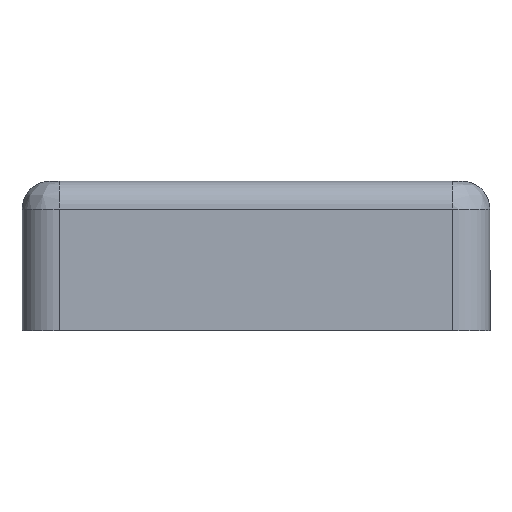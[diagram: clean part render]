
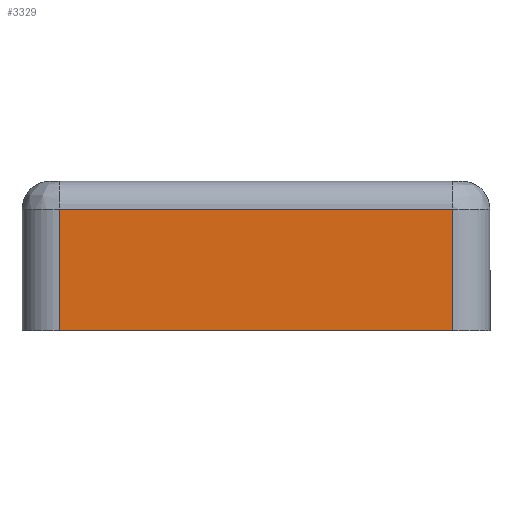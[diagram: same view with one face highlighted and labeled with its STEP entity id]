
A CAD part, left-side view. The second image highlights one B-rep face of the part: STEP entity #3329.
In plain terms, the highlighted planar face has unit normal (-1, 0, 0).
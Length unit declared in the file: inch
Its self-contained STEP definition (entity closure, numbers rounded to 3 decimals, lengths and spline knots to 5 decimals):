
#256 = CARTESIAN_POINT ( 'NONE',  ( -1.9685, -0.98425, 0.51181 ) ) ;
#276 = DIRECTION ( 'NONE',  ( 0., -1., 0. ) ) ;
#320 = LINE ( 'NONE', #735, #3939 ) ;
#626 = EDGE_CURVE ( 'NONE', #4883, #3614, #4660, .T. ) ;
#735 = CARTESIAN_POINT ( 'NONE',  ( -1.9685, -0.82677, 0.62992 ) ) ;
#907 = DIRECTION ( 'NONE',  ( 0., 0., -1. ) ) ;
#1013 = EDGE_CURVE ( 'NONE', #6297, #8067, #6666, .T. ) ;
#1394 = CARTESIAN_POINT ( 'NONE',  ( -1.9685, -0.82677, 0.51181 ) ) ;
#1731 = VECTOR ( 'NONE', #276, 39.37008 ) ;
#2011 = ORIENTED_EDGE ( 'NONE', *, *, #8257, .F. ) ;
#2108 = CARTESIAN_POINT ( 'NONE',  ( -1.9685, 0.82677, 0. ) ) ;
#2477 = DIRECTION ( 'NONE',  ( 0., 0., 1. ) ) ;
#2536 = VECTOR ( 'NONE', #5473, 39.37008 ) ;
#2831 = EDGE_LOOP ( 'NONE', ( #4611, #5184, #6411, #2011 ) ) ;
#3329 = ADVANCED_FACE ( 'NONE', ( #7931 ), #3369, .F. ) ;
#3369 = PLANE ( 'NONE',  #5312 ) ;
#3455 = CARTESIAN_POINT ( 'NONE',  ( -1.9685, 0.98425, 0.62992 ) ) ;
#3463 = DIRECTION ( 'NONE',  ( 1., 0., 0. ) ) ;
#3467 = DIRECTION ( 'NONE',  ( 0., 0., -1. ) ) ;
#3614 = VERTEX_POINT ( 'NONE', #1394 ) ;
#3939 = VECTOR ( 'NONE', #907, 39.37008 ) ;
#4611 = ORIENTED_EDGE ( 'NONE', *, *, #626, .F. ) ;
#4660 = LINE ( 'NONE', #256, #1731 ) ;
#4883 = VERTEX_POINT ( 'NONE', #5622 ) ;
#5184 = ORIENTED_EDGE ( 'NONE', *, *, #7232, .F. ) ;
#5312 = AXIS2_PLACEMENT_3D ( 'NONE', #3455, #3463, #3467 ) ;
#5413 = CARTESIAN_POINT ( 'NONE',  ( -1.9685, 0.98425, 0. ) ) ;
#5473 = DIRECTION ( 'NONE',  ( 0., 1., 0. ) ) ;
#5516 = LINE ( 'NONE', #7378, #8958 ) ;
#5622 = CARTESIAN_POINT ( 'NONE',  ( -1.9685, 0.82677, 0.51181 ) ) ;
#6297 = VERTEX_POINT ( 'NONE', #8372 ) ;
#6411 = ORIENTED_EDGE ( 'NONE', *, *, #1013, .F. ) ;
#6666 = LINE ( 'NONE', #5413, #2536 ) ;
#7232 = EDGE_CURVE ( 'NONE', #8067, #4883, #5516, .T. ) ;
#7378 = CARTESIAN_POINT ( 'NONE',  ( -1.9685, 0.82677, 0.62992 ) ) ;
#7931 = FACE_OUTER_BOUND ( 'NONE', #2831, .T. ) ;
#8067 = VERTEX_POINT ( 'NONE', #2108 ) ;
#8257 = EDGE_CURVE ( 'NONE', #3614, #6297, #320, .T. ) ;
#8372 = CARTESIAN_POINT ( 'NONE',  ( -1.9685, -0.82677, 0. ) ) ;
#8958 = VECTOR ( 'NONE', #2477, 39.37008 ) ;
